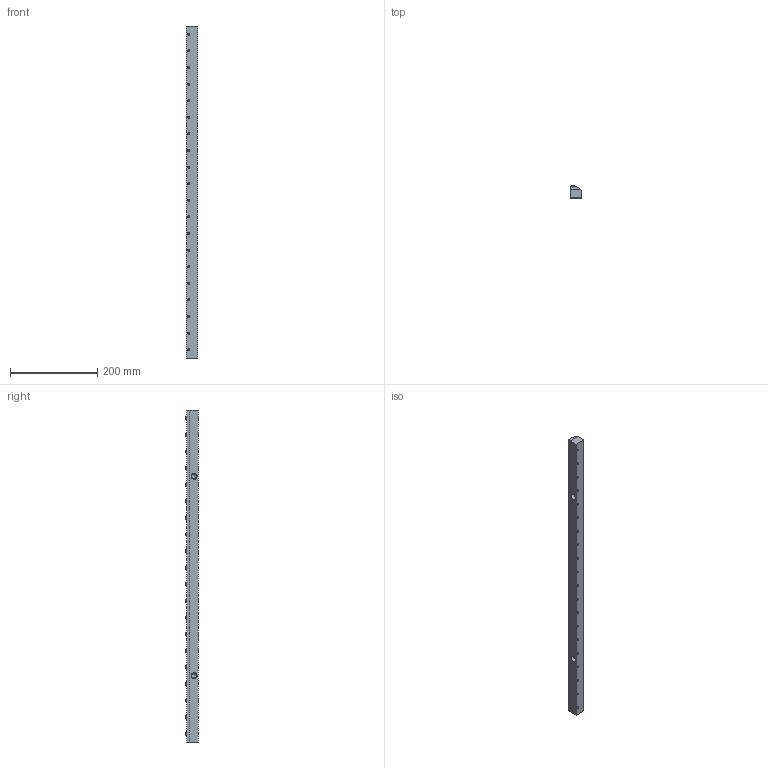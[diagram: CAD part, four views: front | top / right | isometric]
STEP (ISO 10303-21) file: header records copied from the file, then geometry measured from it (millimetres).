
FILE_DESCRIPTION((''),'2;1');
FILE_NAME('2630.stp','2012-03-12T14:17:02',('Dan Preston'),(''),'Autodesk Inventor 2012','Autodesk Inventor 2012','');
FILE_SCHEMA(('AUTOMOTIVE_DESIGN { 1 0 10303 214 1 1 1 1 }'));
Length unit declared in the file: inch
Products named in the file (4): 2603; 2603-b; 2603-c; Hexagon Socket Button Head Cap Screw - Inch 10 - 24 x 5/8
Assembly tree (22 placements, depth 2):
  2603
    2603-b
    2603-c
    Hexagon Socket Button Head Cap Screw - Inch 10 - 24 x 5/8  x20
Bounding box: 25.41 x 28.51 x 762 mm (x, y, z)
Volume: 456049.5 mm3; surface area: 124259.5 mm2
Topology: 22 solids, 22 shells, 364 faces, 854 edges, 556 vertices
Faces by surface type: plane 198, cylinder 84, cone 42, torus 20, bspline 20
Full cylindrical faces by diameter (mm): 4.801 x20, 4.826 x20, 5.159 x20, 9.169 x20, 11.113 x2, 13.716 x2
Entity records: 2631 total; most frequent: DIRECTION 446, CARTESIAN_POINT 441, ORIENTED_EDGE 298, EDGE_LOOP 214, AXIS2_PLACEMENT_3D 199, EDGE_CURVE 149, FACE_BOUND 135, VERTEX_POINT 131
